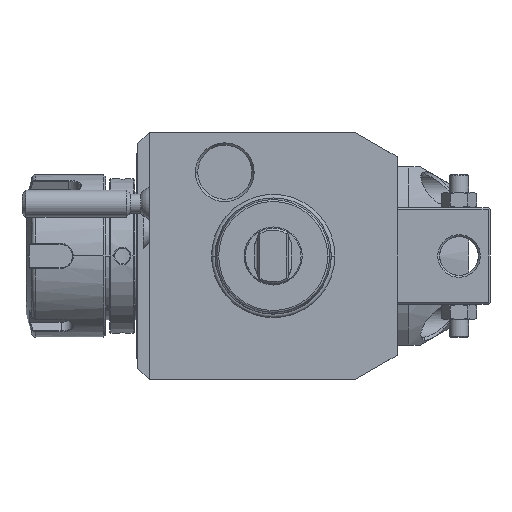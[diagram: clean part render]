
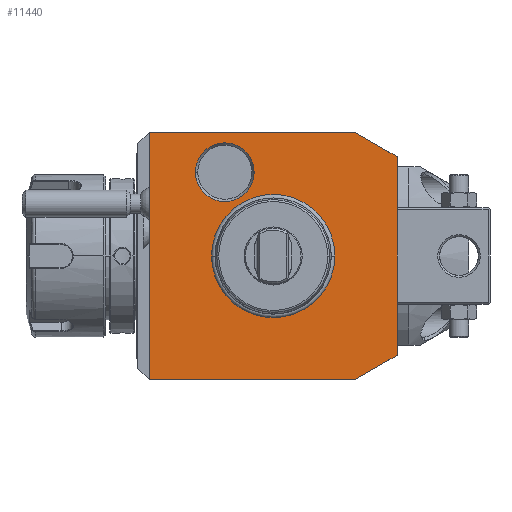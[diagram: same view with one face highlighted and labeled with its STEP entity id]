
A CAD part, front view. The second image highlights one B-rep face of the part: STEP entity #11440.
In plain terms, the highlighted planar face has unit normal (0, -1, 0).
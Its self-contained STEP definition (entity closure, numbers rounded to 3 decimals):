
#1=DIRECTION('',(0.866,0.,0.5));
#2=VECTOR('',#1,12.702);
#3=CARTESIAN_POINT('',(21.,0.,-32.));
#4=LINE('',#3,#2);
#5=DIRECTION('',(1.,0.,0.));
#6=VECTOR('',#5,53.);
#7=CARTESIAN_POINT('',(-32.,0.,-32.));
#8=LINE('',#7,#6);
#9=DIRECTION('',(0.,0.,-1.));
#10=VECTOR('',#9,64.);
#11=CARTESIAN_POINT('',(-32.,0.,32.));
#12=LINE('',#11,#10);
#13=DIRECTION('',(-1.,0.,0.));
#14=VECTOR('',#13,53.);
#15=CARTESIAN_POINT('',(21.,0.,32.));
#16=LINE('',#15,#14);
#17=DIRECTION('',(-0.866,0.,0.5));
#18=VECTOR('',#17,12.702);
#19=CARTESIAN_POINT('',(32.,0.,25.649));
#20=LINE('',#19,#18);
#21=DIRECTION('',(0.,0.,1.));
#22=VECTOR('',#21,51.298);
#23=CARTESIAN_POINT('',(32.,0.,-25.649));
#24=LINE('',#23,#22);
#25=CARTESIAN_POINT('',(-12.5,0.,21.651));
#26=DIRECTION('',(0.,1.,0.));
#27=DIRECTION('',(1.,0.,0.));
#28=AXIS2_PLACEMENT_3D('',#25,#26,#27);
#30=CARTESIAN_POINT('',(-12.5,0.,21.651));
#31=DIRECTION('',(0.,1.,0.));
#32=DIRECTION('',(-1.,0.,0.));
#33=AXIS2_PLACEMENT_3D('',#30,#31,#32);
#8858=CARTESIAN_POINT('',(0.,0.,0.));
#8859=DIRECTION('',(0.,-1.,0.));
#8860=DIRECTION('',(1.,0.,0.));
#8861=AXIS2_PLACEMENT_3D('',#8858,#8859,#8860);
#8863=CARTESIAN_POINT('',(0.,0.,0.));
#8864=DIRECTION('',(0.,-1.,0.));
#8865=DIRECTION('',(-1.,0.,0.));
#8866=AXIS2_PLACEMENT_3D('',#8863,#8864,#8865);
#10330=CARTESIAN_POINT('',(-4.923,0.,
21.651));
#10331=CARTESIAN_POINT('',(-20.077,0.,
21.651));
#10332=VERTEX_POINT('',#10330);
#10333=VERTEX_POINT('',#10331);
#11267=CARTESIAN_POINT('',(21.,0.,-32.));
#11268=CARTESIAN_POINT('',(32.,0.,-25.649));
#11269=VERTEX_POINT('',#11267);
#11270=VERTEX_POINT('',#11268);
#11271=CARTESIAN_POINT('',(32.,0.,25.649));
#11272=VERTEX_POINT('',#11271);
#11273=CARTESIAN_POINT('',(21.,0.,32.));
#11274=VERTEX_POINT('',#11273);
#11275=CARTESIAN_POINT('',(-32.,0.,32.));
#11276=VERTEX_POINT('',#11275);
#11277=CARTESIAN_POINT('',(-32.,0.,-32.));
#11278=VERTEX_POINT('',#11277);
#11299=CARTESIAN_POINT('',(15.783,0.,0.));
#11300=CARTESIAN_POINT('',(-15.783,0.,0.));
#11301=VERTEX_POINT('',#11299);
#11302=VERTEX_POINT('',#11300);
#11409=CARTESIAN_POINT('',(0.,0.,0.));
#11410=DIRECTION('',(0.,-1.,0.));
#11411=DIRECTION('',(-1.,0.,0.));
#11412=AXIS2_PLACEMENT_3D('',#11409,#11410,#11411);
#11413=PLANE('',#11412);
#11415=ORIENTED_EDGE('',*,*,#11414,.F.);
#11417=ORIENTED_EDGE('',*,*,#11416,.F.);
#11419=ORIENTED_EDGE('',*,*,#11418,.F.);
#11421=ORIENTED_EDGE('',*,*,#11420,.F.);
#11423=ORIENTED_EDGE('',*,*,#11422,.F.);
#11425=ORIENTED_EDGE('',*,*,#11424,.F.);
#11426=EDGE_LOOP('',(#11415,#11417,#11419,#11421,#11423,#11425));
#11427=FACE_OUTER_BOUND('',#11426,.F.);
#11429=ORIENTED_EDGE('',*,*,#11428,.T.);
#11431=ORIENTED_EDGE('',*,*,#11430,.T.);
#11432=EDGE_LOOP('',(#11429,#11431));
#11433=FACE_BOUND('',#11432,.F.);
#11435=ORIENTED_EDGE('',*,*,#11434,.F.);
#11437=ORIENTED_EDGE('',*,*,#11436,.F.);
#11438=EDGE_LOOP('',(#11435,#11437));
#11439=FACE_BOUND('',#11438,.F.);
#29=CIRCLE('',#28,7.577);
#34=CIRCLE('',#33,7.577);
#8862=CIRCLE('',#8861,15.783);
#8867=CIRCLE('',#8866,15.783);
#11414=EDGE_CURVE('',#11269,#11270,#4,.T.);
#11416=EDGE_CURVE('',#11278,#11269,#8,.T.);
#11418=EDGE_CURVE('',#11276,#11278,#12,.T.);
#11420=EDGE_CURVE('',#11274,#11276,#16,.T.);
#11422=EDGE_CURVE('',#11272,#11274,#20,.T.);
#11424=EDGE_CURVE('',#11270,#11272,#24,.T.);
#11428=EDGE_CURVE('',#11301,#11302,#8862,.T.);
#11430=EDGE_CURVE('',#11302,#11301,#8867,.T.);
#11434=EDGE_CURVE('',#10332,#10333,#29,.T.);
#11436=EDGE_CURVE('',#10333,#10332,#34,.T.);
#11440=ADVANCED_FACE('',(#11427,#11433,#11439),#11413,.T.);
